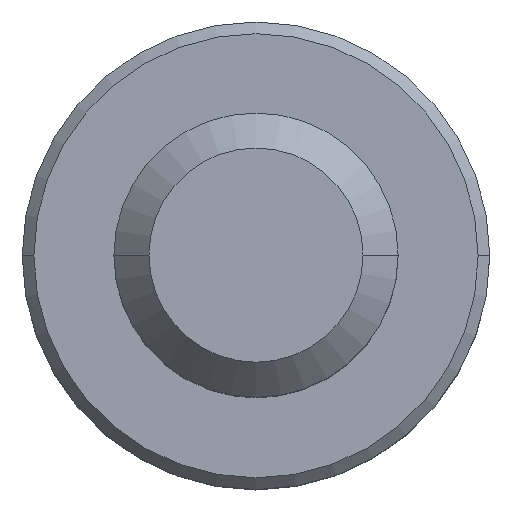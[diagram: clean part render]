
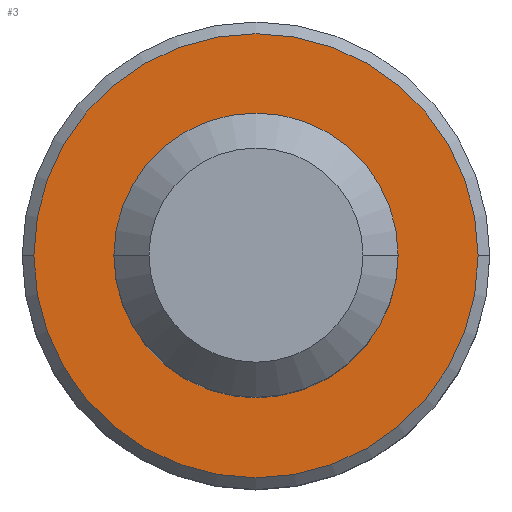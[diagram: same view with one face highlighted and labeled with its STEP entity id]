
A CAD part, top view. The second image highlights one B-rep face of the part: STEP entity #3.
In plain terms, the highlighted planar face has unit normal (0, 0, 1).
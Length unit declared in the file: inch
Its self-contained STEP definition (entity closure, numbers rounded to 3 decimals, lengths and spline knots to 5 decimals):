
#3 = ADVANCED_FACE ( 'NONE', ( #835, #365 ), #427, .F. ) ;
#31 = CARTESIAN_POINT ( 'NONE',  ( 0., 0., -0.25 ) ) ;
#78 = VERTEX_POINT ( 'NONE', #478 ) ;
#93 = CIRCLE ( 'NONE', #722, 0.14844 ) ;
#95 = EDGE_CURVE ( 'NONE', #608, #292, #357, .T. ) ;
#105 = CARTESIAN_POINT ( 'NONE',  ( 0., 0., -0.25 ) ) ;
#123 = DIRECTION ( 'NONE',  ( 0., -1., 0. ) ) ;
#172 = DIRECTION ( 'NONE',  ( 0., 0., 1. ) ) ;
#188 = AXIS2_PLACEMENT_3D ( 'NONE', #475, #664, #201 ) ;
#201 = DIRECTION ( 'NONE',  ( -1., 0., 0. ) ) ;
#224 = EDGE_CURVE ( 'NONE', #78, #581, #511, .T. ) ;
#251 = CARTESIAN_POINT ( 'NONE',  ( -0.095, 0., -0.25 ) ) ;
#264 = EDGE_CURVE ( 'NONE', #581, #78, #93, .T. ) ;
#292 = VERTEX_POINT ( 'NONE', #491 ) ;
#301 = ORIENTED_EDGE ( 'NONE', *, *, #663, .F. ) ;
#342 = AXIS2_PLACEMENT_3D ( 'NONE', #761, #644, #364 ) ;
#357 = CIRCLE ( 'NONE', #842, 0.095 ) ;
#364 = DIRECTION ( 'NONE',  ( -1., 0., 0. ) ) ;
#365 = FACE_OUTER_BOUND ( 'NONE', #645, .T. ) ;
#388 = AXIS2_PLACEMENT_3D ( 'NONE', #105, #432, #123 ) ;
#395 = CARTESIAN_POINT ( 'NONE',  ( -0.14844, 0., -0.25 ) ) ;
#417 = DIRECTION ( 'NONE',  ( 0., 0., 1. ) ) ;
#427 = PLANE ( 'NONE',  #388 ) ;
#430 = DIRECTION ( 'NONE',  ( -1., 0., 0. ) ) ;
#432 = DIRECTION ( 'NONE',  ( 0., 0., -1. ) ) ;
#475 = CARTESIAN_POINT ( 'NONE',  ( 0., 0., -0.25 ) ) ;
#478 = CARTESIAN_POINT ( 'NONE',  ( 0.14844, 0., -0.25 ) ) ;
#491 = CARTESIAN_POINT ( 'NONE',  ( 0.095, 0., -0.25 ) ) ;
#511 = CIRCLE ( 'NONE', #342, 0.14844 ) ;
#581 = VERTEX_POINT ( 'NONE', #395 ) ;
#608 = VERTEX_POINT ( 'NONE', #251 ) ;
#639 = CARTESIAN_POINT ( 'NONE',  ( 0., 0., -0.25 ) ) ;
#642 = ORIENTED_EDGE ( 'NONE', *, *, #224, .T. ) ;
#644 = DIRECTION ( 'NONE',  ( 0., 0., 1. ) ) ;
#645 = EDGE_LOOP ( 'NONE', ( #844, #642 ) ) ;
#663 = EDGE_CURVE ( 'NONE', #292, #608, #845, .T. ) ;
#664 = DIRECTION ( 'NONE',  ( 0., 0., 1. ) ) ;
#680 = DIRECTION ( 'NONE',  ( -1., 0., 0. ) ) ;
#682 = ORIENTED_EDGE ( 'NONE', *, *, #95, .F. ) ;
#722 = AXIS2_PLACEMENT_3D ( 'NONE', #639, #172, #430 ) ;
#761 = CARTESIAN_POINT ( 'NONE',  ( 0., 0., -0.25 ) ) ;
#812 = EDGE_LOOP ( 'NONE', ( #301, #682 ) ) ;
#835 = FACE_BOUND ( 'NONE', #812, .T. ) ;
#842 = AXIS2_PLACEMENT_3D ( 'NONE', #31, #417, #680 ) ;
#844 = ORIENTED_EDGE ( 'NONE', *, *, #264, .T. ) ;
#845 = CIRCLE ( 'NONE', #188, 0.095 ) ;
